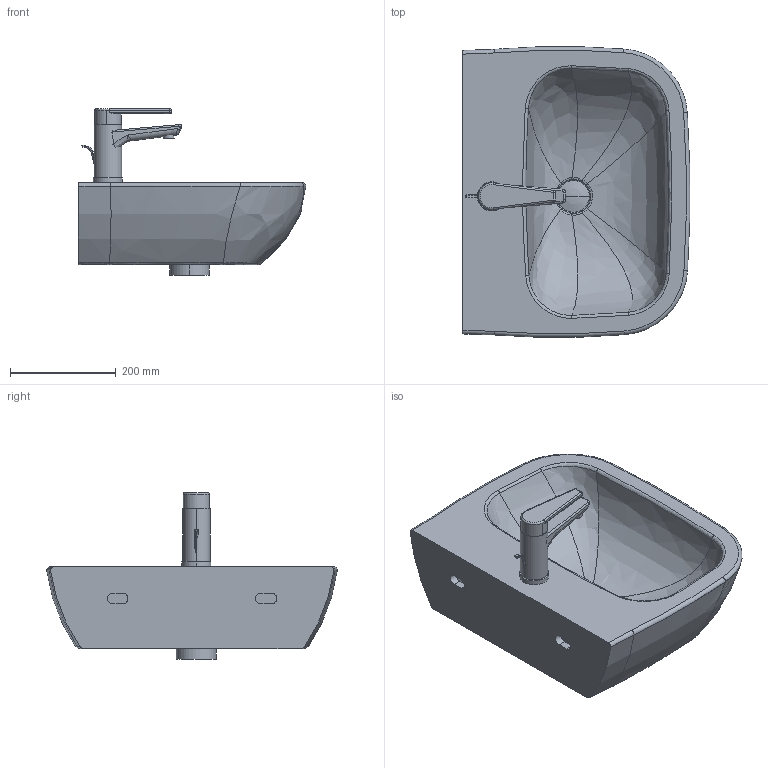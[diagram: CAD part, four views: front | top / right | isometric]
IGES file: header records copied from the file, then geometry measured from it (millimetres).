
Global section: file name: No Iges File Name specified; native system: Autodesk Inventor 2011; preprocessor: AutoDesk Inventor Iges Exporter R2011; author: Administrator; date: 20141009.165036; units: millimetre
Bounding box: 430.13 x 549.07 x 315 mm (x, y, z)
Volume: 15770714.3 mm3; surface area: 935710.2 mm2
Topology: 8 solids, 8 shells, 240 faces, 583 edges, 347 vertices
Faces by surface type: bspline 67, cylinder 61, plane 54, revolution 26, torus 20, sphere 8, cone 4
